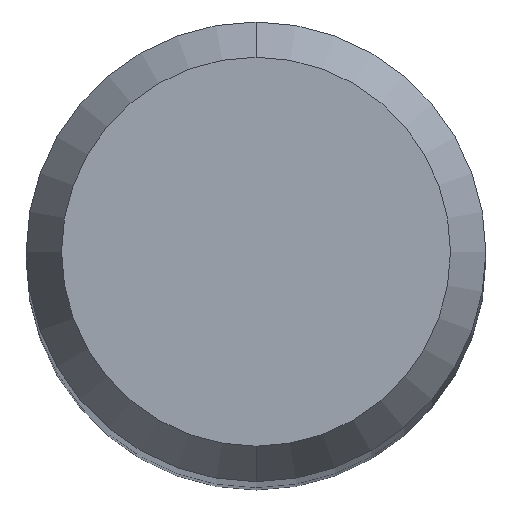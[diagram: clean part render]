
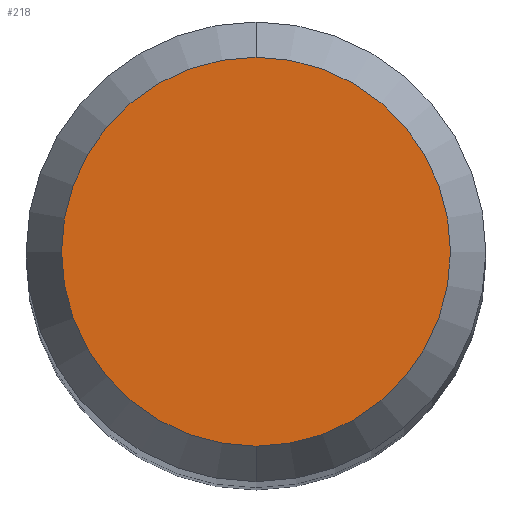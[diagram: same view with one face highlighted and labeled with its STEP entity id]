
A CAD part, top view. The second image highlights one B-rep face of the part: STEP entity #218.
In plain terms, the highlighted planar face has unit normal (0, 0, 1).
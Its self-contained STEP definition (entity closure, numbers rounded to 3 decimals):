
#204=VERTEX_POINT('',#460);
#218=ADVANCED_FACE('',(#474),#475,.T.);
#246=VERTEX_POINT('',#505);
#326=EDGE_CURVE('',#246,#204,#590,.T.);
#346=EDGE_CURVE('',#204,#246,#614,.T.);
#460=CARTESIAN_POINT('',(0.,-2.538,0.0));
#474=FACE_OUTER_BOUND('',#857,.T.);
#475=PLANE('',#858);
#505=CARTESIAN_POINT('',(0.0,2.538,0.0));
#590=CIRCLE('',#1069,2.538);
#614=CIRCLE('',#1132,2.538);
#857=EDGE_LOOP('',(#1282,#1283));
#858=AXIS2_PLACEMENT_3D('',#1284,#1285,#1286);
#1069=AXIS2_PLACEMENT_3D('',#1384,#1385,#1386);
#1132=AXIS2_PLACEMENT_3D('',#1422,#1423,#1424);
#1282=ORIENTED_EDGE('',*,*,#326,.F.);
#1283=ORIENTED_EDGE('',*,*,#346,.F.);
#1284=CARTESIAN_POINT('',(0.0,1.269,0.0));
#1285=DIRECTION('',(-0.0,0.0,1.0));
#1286=DIRECTION('',(0.0,-1.0,0.0));
#1384=CARTESIAN_POINT('',(0.0,0.0,0.0));
#1385=DIRECTION('',(0.0,0.0,-1.0));
#1386=DIRECTION('',(0.0,1.0,0.0));
#1422=CARTESIAN_POINT('',(0.0,0.0,0.0));
#1423=DIRECTION('',(0.0,0.0,-1.0));
#1424=DIRECTION('',(0.0,1.0,0.0));
